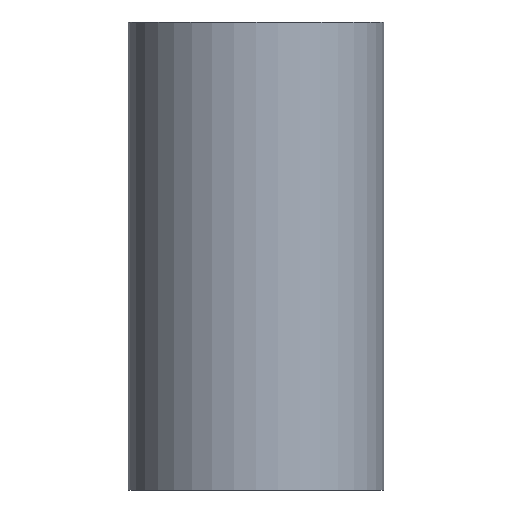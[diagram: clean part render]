
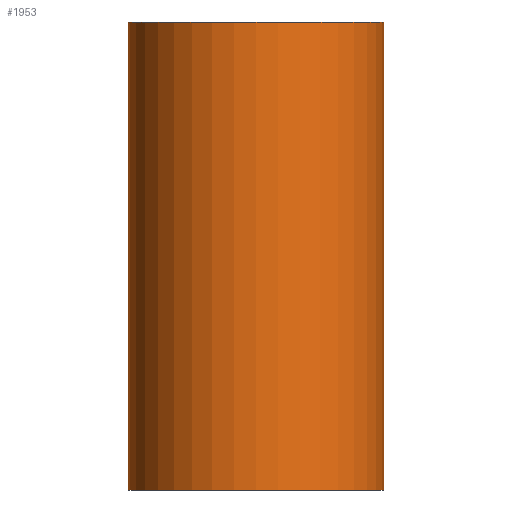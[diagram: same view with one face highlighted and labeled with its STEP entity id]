
A CAD part, left-side view. The second image highlights one B-rep face of the part: STEP entity #1953.
In plain terms, the highlighted cylindrical face has radius 17.5 mm (diameter 35 mm), a full revolution.
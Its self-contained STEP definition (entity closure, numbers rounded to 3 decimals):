
#10 = ORIENTED_EDGE ( 'NONE', *, *, #3746, .T. ) ;
#13 = EDGE_LOOP ( 'NONE', ( #10 ) ) ;
#96 = EDGE_LOOP ( 'NONE', ( #359 ) ) ;
#359 = ORIENTED_EDGE ( 'NONE', *, *, #3105, .F. ) ;
#395 = AXIS2_PLACEMENT_3D ( 'NONE', #3552, #1686, #3870 ) ;
#949 = DIRECTION ( 'NONE',  ( 1., 0., 0. ) ) ;
#965 = DIRECTION ( 'NONE',  ( 0., 0., 1. ) ) ;
#1080 = CIRCLE ( 'NONE', #395, 17.5 ) ;
#1084 = VERTEX_POINT ( 'NONE', #2225 ) ;
#1183 = VERTEX_POINT ( 'NONE', #3468 ) ;
#1577 = DIRECTION ( 'NONE',  ( 0., 0., 1. ) ) ;
#1686 = DIRECTION ( 'NONE',  ( 0., 0., 1. ) ) ;
#1793 = AXIS2_PLACEMENT_3D ( 'NONE', #1958, #965, #3157 ) ;
#1941 = CIRCLE ( 'NONE', #1793, 17.5 ) ;
#1953 = ADVANCED_FACE ( 'NONE', ( #3305, #2558 ), #4036, .T. ) ;
#1958 = CARTESIAN_POINT ( 'NONE',  ( 0., 0., 32. ) ) ;
#2225 = CARTESIAN_POINT ( 'NONE',  ( 17.5, 0., -32. ) ) ;
#2558 = FACE_OUTER_BOUND ( 'NONE', #13, .T. ) ;
#3105 = EDGE_CURVE ( 'NONE', #1183, #1183, #1941, .T. ) ;
#3136 = CARTESIAN_POINT ( 'NONE',  ( 0., 0., 229.444 ) ) ;
#3157 = DIRECTION ( 'NONE',  ( 1., 0., 0. ) ) ;
#3305 = FACE_OUTER_BOUND ( 'NONE', #96, .T. ) ;
#3468 = CARTESIAN_POINT ( 'NONE',  ( 17.5, 0., 32. ) ) ;
#3552 = CARTESIAN_POINT ( 'NONE',  ( 0., 0., -32. ) ) ;
#3576 = AXIS2_PLACEMENT_3D ( 'NONE', #3136, #1577, #949 ) ;
#3746 = EDGE_CURVE ( 'NONE', #1084, #1084, #1080, .T. ) ;
#3870 = DIRECTION ( 'NONE',  ( 1., 0., 0. ) ) ;
#4036 = CYLINDRICAL_SURFACE ( 'NONE', #3576, 17.5 ) ;
